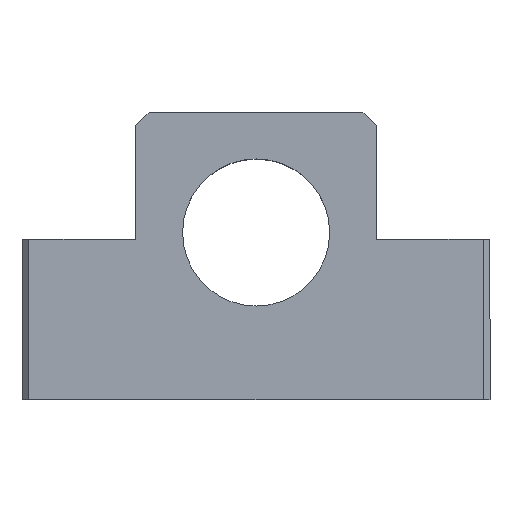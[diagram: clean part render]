
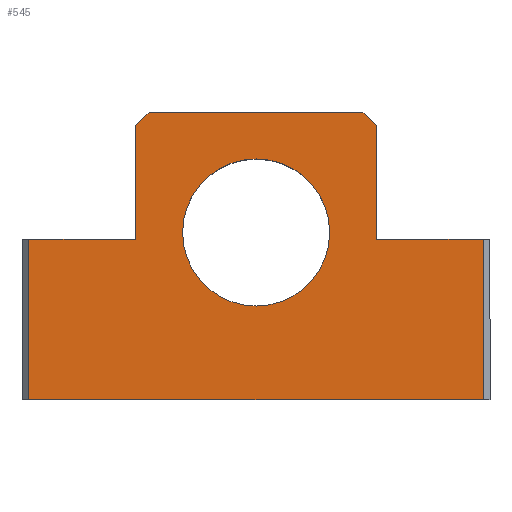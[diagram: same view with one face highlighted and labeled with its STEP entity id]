
A CAD part, top view. The second image highlights one B-rep face of the part: STEP entity #545.
In plain terms, the highlighted planar face has unit normal (0, 0, 1).
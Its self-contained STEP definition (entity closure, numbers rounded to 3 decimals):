
#28 = DIRECTION ( 'NONE',  ( -0.707, 0.707, 0. ) ) ;
#30 = CARTESIAN_POINT ( 'NONE',  ( -18.022, -1., 0. ) ) ;
#39 = EDGE_LOOP ( 'NONE', ( #659, #66 ) ) ;
#41 = ORIENTED_EDGE ( 'NONE', *, *, #773, .T. ) ;
#42 = DIRECTION ( 'NONE',  ( -1., 0., 0. ) ) ;
#61 = ORIENTED_EDGE ( 'NONE', *, *, #80, .T. ) ;
#66 = ORIENTED_EDGE ( 'NONE', *, *, #454, .F. ) ;
#73 = VECTOR ( 'NONE', #42, 1000. ) ;
#80 = EDGE_CURVE ( 'NONE', #177, #97, #725, .T. ) ;
#97 = VERTEX_POINT ( 'NONE', #473 ) ;
#108 = CARTESIAN_POINT ( 'NONE',  ( 15.978, 18., 0. ) ) ;
#110 = LINE ( 'NONE', #30, #212 ) ;
#112 = VECTOR ( 'NONE', #179, 1000. ) ;
#120 = CARTESIAN_POINT ( 'NONE',  ( -16.022, 18., 0. ) ) ;
#125 = CARTESIAN_POINT ( 'NONE',  ( 33.978, -1., 0. ) ) ;
#131 = VECTOR ( 'NONE', #557, 1000. ) ;
#132 = VERTEX_POINT ( 'NONE', #163 ) ;
#134 = CARTESIAN_POINT ( 'NONE',  ( -34.022, -25., 0. ) ) ;
#139 = VECTOR ( 'NONE', #587, 1000. ) ;
#144 = CIRCLE ( 'NONE', #406, 11. ) ;
#153 = CARTESIAN_POINT ( 'NONE',  ( -34.022, -1., 0. ) ) ;
#159 = ORIENTED_EDGE ( 'NONE', *, *, #755, .T. ) ;
#163 = CARTESIAN_POINT ( 'NONE',  ( -11., 0., 0. ) ) ;
#177 = VERTEX_POINT ( 'NONE', #125 ) ;
#179 = DIRECTION ( 'NONE',  ( 0., 1., 0. ) ) ;
#184 = DIRECTION ( 'NONE',  ( 0., -1., 0. ) ) ;
#186 = LINE ( 'NONE', #108, #238 ) ;
#188 = DIRECTION ( 'NONE',  ( -1., 0., 0. ) ) ;
#197 = LINE ( 'NONE', #120, #73 ) ;
#212 = VECTOR ( 'NONE', #733, 1000. ) ;
#222 = EDGE_CURVE ( 'NONE', #394, #177, #539, .T. ) ;
#230 = ORIENTED_EDGE ( 'NONE', *, *, #678, .T. ) ;
#233 = VERTEX_POINT ( 'NONE', #304 ) ;
#238 = VECTOR ( 'NONE', #28, 1000. ) ;
#252 = VERTEX_POINT ( 'NONE', #270 ) ;
#253 = EDGE_CURVE ( 'NONE', #510, #233, #186, .T. ) ;
#264 = CARTESIAN_POINT ( 'NONE',  ( 17.978, -1., 0. ) ) ;
#268 = CARTESIAN_POINT ( 'NONE',  ( -34.022, 0., 0. ) ) ;
#270 = CARTESIAN_POINT ( 'NONE',  ( 11., 0., 0. ) ) ;
#272 = CARTESIAN_POINT ( 'NONE',  ( -35.022, -1., 0. ) ) ;
#274 = VERTEX_POINT ( 'NONE', #328 ) ;
#277 = ORIENTED_EDGE ( 'NONE', *, *, #253, .T. ) ;
#294 = AXIS2_PLACEMENT_3D ( 'NONE', #674, #592, #508 ) ;
#304 = CARTESIAN_POINT ( 'NONE',  ( 15.978, 18., 0. ) ) ;
#308 = VECTOR ( 'NONE', #387, 1000. ) ;
#316 = EDGE_CURVE ( 'NONE', #440, #394, #758, .T. ) ;
#328 = CARTESIAN_POINT ( 'NONE',  ( -18.022, 16., 0. ) ) ;
#342 = EDGE_CURVE ( 'NONE', #470, #407, #349, .T. ) ;
#345 = LINE ( 'NONE', #268, #505 ) ;
#349 = LINE ( 'NONE', #272, #684 ) ;
#377 = ORIENTED_EDGE ( 'NONE', *, *, #316, .T. ) ;
#387 = DIRECTION ( 'NONE',  ( 0., 1., 0. ) ) ;
#390 = VERTEX_POINT ( 'NONE', #542 ) ;
#394 = VERTEX_POINT ( 'NONE', #463 ) ;
#406 = AXIS2_PLACEMENT_3D ( 'NONE', #664, #583, #497 ) ;
#407 = VERTEX_POINT ( 'NONE', #153 ) ;
#418 = ORIENTED_EDGE ( 'NONE', *, *, #580, .T. ) ;
#423 = ORIENTED_EDGE ( 'NONE', *, *, #222, .T. ) ;
#440 = VERTEX_POINT ( 'NONE', #134 ) ;
#454 = EDGE_CURVE ( 'NONE', #132, #252, #616, .T. ) ;
#461 = CARTESIAN_POINT ( 'NONE',  ( 33.978, 0., 0. ) ) ;
#463 = CARTESIAN_POINT ( 'NONE',  ( 33.978, -25., 0. ) ) ;
#470 = VERTEX_POINT ( 'NONE', #571 ) ;
#473 = CARTESIAN_POINT ( 'NONE',  ( 17.978, -1., 0. ) ) ;
#493 = LINE ( 'NONE', #264, #112 ) ;
#497 = DIRECTION ( 'NONE',  ( 1., 0., 0. ) ) ;
#505 = VECTOR ( 'NONE', #184, 1000. ) ;
#508 = DIRECTION ( 'NONE',  ( 1., 0., 0. ) ) ;
#510 = VERTEX_POINT ( 'NONE', #784 ) ;
#513 = DIRECTION ( 'NONE',  ( 1., 0., 0. ) ) ;
#539 = LINE ( 'NONE', #461, #308 ) ;
#542 = CARTESIAN_POINT ( 'NONE',  ( -16.022, 18., 0. ) ) ;
#543 = ORIENTED_EDGE ( 'NONE', *, *, #551, .T. ) ;
#545 = ADVANCED_FACE ( 'NONE', ( #594, #648 ), #766, .T. ) ;
#551 = EDGE_CURVE ( 'NONE', #233, #390, #197, .T. ) ;
#557 = DIRECTION ( 'NONE',  ( -1., 0., 0. ) ) ;
#571 = CARTESIAN_POINT ( 'NONE',  ( -18.022, -1., 0. ) ) ;
#580 = EDGE_CURVE ( 'NONE', #97, #510, #493, .T. ) ;
#583 = DIRECTION ( 'NONE',  ( 0., 0., 1. ) ) ;
#587 = DIRECTION ( 'NONE',  ( -0.707, -0.707, 0. ) ) ;
#588 = DIRECTION ( 'NONE',  ( 1., 0., 0. ) ) ;
#592 = DIRECTION ( 'NONE',  ( 0., 0., 1. ) ) ;
#594 = FACE_BOUND ( 'NONE', #39, .T. ) ;
#596 = DIRECTION ( 'NONE',  ( 0., 0., 1. ) ) ;
#599 = VECTOR ( 'NONE', #588, 1000. ) ;
#616 = CIRCLE ( 'NONE', #294, 11. ) ;
#639 = CARTESIAN_POINT ( 'NONE',  ( 34.978, -1., 0. ) ) ;
#648 = FACE_OUTER_BOUND ( 'NONE', #717, .T. ) ;
#659 = ORIENTED_EDGE ( 'NONE', *, *, #677, .F. ) ;
#664 = CARTESIAN_POINT ( 'NONE',  ( 0., 0., 0. ) ) ;
#668 = CARTESIAN_POINT ( 'NONE',  ( -16.022, 18., 0. ) ) ;
#670 = CARTESIAN_POINT ( 'NONE',  ( -35.022, -25., 0. ) ) ;
#674 = CARTESIAN_POINT ( 'NONE',  ( 0., 0., 0. ) ) ;
#677 = EDGE_CURVE ( 'NONE', #252, #132, #144, .T. ) ;
#678 = EDGE_CURVE ( 'NONE', #407, #440, #345, .T. ) ;
#679 = CARTESIAN_POINT ( 'NONE',  ( 0., 0., 0. ) ) ;
#684 = VECTOR ( 'NONE', #188, 1000. ) ;
#690 = AXIS2_PLACEMENT_3D ( 'NONE', #679, #596, #513 ) ;
#717 = EDGE_LOOP ( 'NONE', ( #750, #230, #377, #423, #61, #418, #277, #543, #159, #41 ) ) ;
#725 = LINE ( 'NONE', #639, #131 ) ;
#733 = DIRECTION ( 'NONE',  ( 0., -1., 0. ) ) ;
#750 = ORIENTED_EDGE ( 'NONE', *, *, #342, .T. ) ;
#755 = EDGE_CURVE ( 'NONE', #390, #274, #757, .T. ) ;
#757 = LINE ( 'NONE', #668, #139 ) ;
#758 = LINE ( 'NONE', #670, #599 ) ;
#766 = PLANE ( 'NONE',  #690 ) ;
#773 = EDGE_CURVE ( 'NONE', #274, #470, #110, .T. ) ;
#784 = CARTESIAN_POINT ( 'NONE',  ( 17.978, 16., 0. ) ) ;
